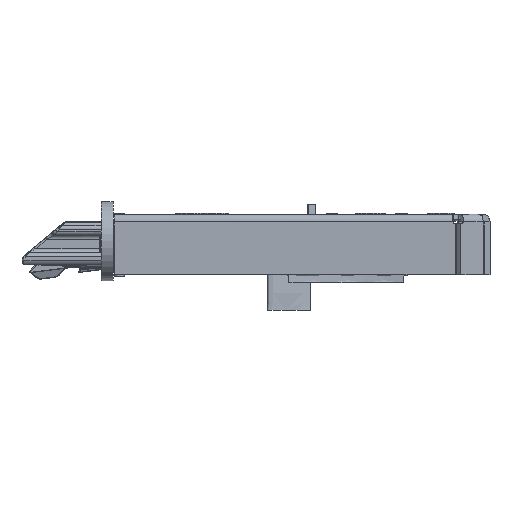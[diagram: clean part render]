
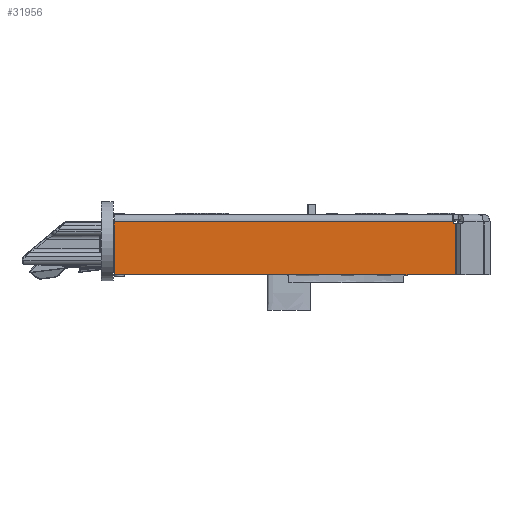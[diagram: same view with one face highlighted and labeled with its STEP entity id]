
A CAD part, front view. The second image highlights one B-rep face of the part: STEP entity #31956.
In plain terms, the highlighted planar face has unit normal (0, -1, 0).
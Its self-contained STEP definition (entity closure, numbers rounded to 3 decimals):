
#26030=DIRECTION('',(1.,0.,0.));
#26031=VECTOR('',#26030,85.368);
#26032=CARTESIAN_POINT('',(-61.8,-101.9,-0.5));
#26033=LINE('',#26032,#26031);
#26060=CARTESIAN_POINT('',(24.623,-101.9,0.171));
#26061=DIRECTION('',(0.,1.,0.));
#26062=DIRECTION('',(-0.419,0.,-0.908));
#26063=AXIS2_PLACEMENT_3D('',#26060,#26061,#26062);
#26068=DIRECTION('',(0.,0.,1.));
#26069=VECTOR('',#26068,12.8);
#26070=CARTESIAN_POINT('',(24.1,-101.9,-13.765));
#26071=LINE('',#26070,#26069);
#26075=DIRECTION('',(1.,0.,0.));
#26076=VECTOR('',#26075,85.9);
#26077=CARTESIAN_POINT('',(-61.8,-101.9,-13.765));
#26078=LINE('',#26077,#26076);
#26082=DIRECTION('',(0.,0.,-1.));
#26083=VECTOR('',#26082,13.265);
#26084=CARTESIAN_POINT('',(-61.8,-101.9,-0.5));
#26085=LINE('',#26084,#26083);
#31063=CARTESIAN_POINT('',(-61.8,-101.9,-13.765));
#31065=VERTEX_POINT('',#31063);
#31227=CARTESIAN_POINT('',(24.1,-101.9,-13.765));
#31228=VERTEX_POINT('',#31227);
#31253=CARTESIAN_POINT('',(24.1,-101.9,-0.965));
#31254=VERTEX_POINT('',#31253);
#31353=CARTESIAN_POINT('',(-61.8,-101.9,-0.5));
#31354=VERTEX_POINT('',#31353);
#31357=CARTESIAN_POINT('',(23.568,-101.9,-0.5));
#31358=VERTEX_POINT('',#31357);
#31941=CARTESIAN_POINT('',(0.,-101.9,100.935));
#31942=DIRECTION('',(0.,-1.,0.));
#31943=DIRECTION('',(1.,0.,0.));
#31944=AXIS2_PLACEMENT_3D('',#31941,#31942,#31943);
#31945=PLANE('',#31944);
#31946=ORIENTED_EDGE('',*,*,#31931,.T.);
#31947=ORIENTED_EDGE('',*,*,#31874,.F.);
#31949=ORIENTED_EDGE('',*,*,#31948,.F.);
#31951=ORIENTED_EDGE('',*,*,#31950,.F.);
#31953=ORIENTED_EDGE('',*,*,#31952,.F.);
#31954=EDGE_LOOP('',(#31946,#31947,#31949,#31951,#31953));
#31955=FACE_OUTER_BOUND('',#31954,.F.);
#26064=CIRCLE('',#26063,1.25);
#31874=EDGE_CURVE('',#31254,#31358,#26064,.T.);
#31931=EDGE_CURVE('',#31354,#31358,#26033,.T.);
#31948=EDGE_CURVE('',#31228,#31254,#26071,.T.);
#31950=EDGE_CURVE('',#31065,#31228,#26078,.T.);
#31952=EDGE_CURVE('',#31354,#31065,#26085,.T.);
#31956=ADVANCED_FACE('',(#31955),#31945,.T.);
